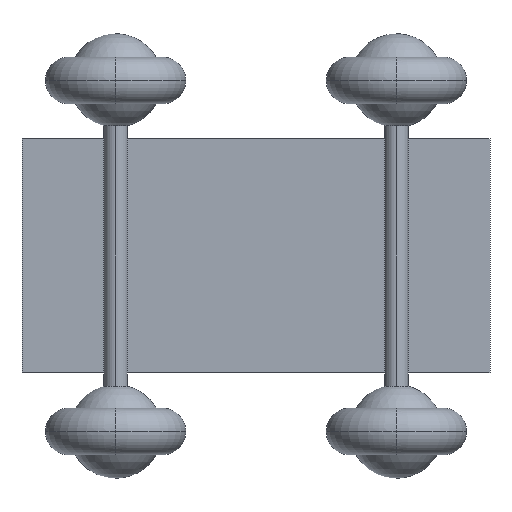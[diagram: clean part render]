
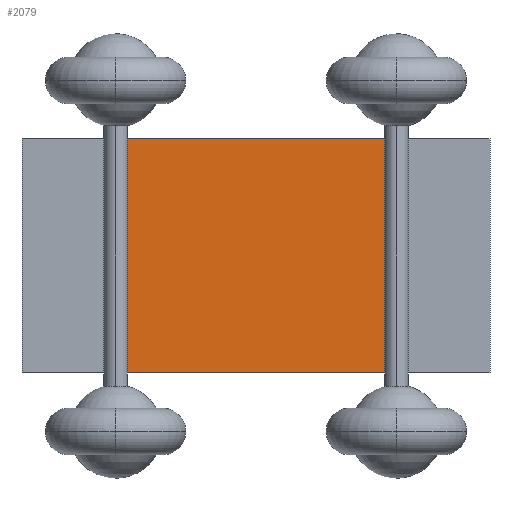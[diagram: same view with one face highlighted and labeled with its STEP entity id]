
A CAD part, front view. The second image highlights one B-rep face of the part: STEP entity #2079.
In plain terms, the highlighted planar face has unit normal (0, -1, 0).
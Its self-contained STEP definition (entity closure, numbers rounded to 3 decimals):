
#1559=CARTESIAN_POINT('POINT79',(698.5,-63.5,
   635.));
#1560=VERTEX_POINT('VERTEX79',#1559);
#1566=CARTESIAN_POINT('POINT80',(698.5,-63.5,
   -635.));
#1567=VERTEX_POINT('VERTEX80',#1566);
#1568=CARTESIAN_POINT('POS67',(698.5,-63.5,
   -692.252));
#1569=DIRECTION('DIR125',(0.,0.,
   -1.));
#1570=VECTOR('VEC9',#1569,1.);
#1571=LINE('STRAIGHT9',#1568,#1570);
#1572=EDGE_CURVE('EDGE121',#1567,#1560,#1571,.F.);
#1592=CARTESIAN_POINT('POINT82',(-698.5,-63.5,-635.));
#1593=VERTEX_POINT('VERTEX82',#1592);
#1599=CARTESIAN_POINT('POINT83',(-698.5,-63.5,635.));
#1600=VERTEX_POINT('VERTEX83',#1599);
#1601=CARTESIAN_POINT('POS69',(-698.5,-63.5,
   649.313));
#1602=DIRECTION('DIR127',(0.,0.,1.));
#1603=VECTOR('VEC11',#1602,1.);
#1604=LINE('STRAIGHT11',#1601,#1603);
#1605=EDGE_CURVE('EDGE125',#1593,#1600,#1604,.T.);
#2058=ORIENTED_EDGE('COEDGE305',*,*,#1572,.T.);
#2059=CARTESIAN_POINT('POS103',(-381.,-63.5,635.));
#2060=DIRECTION('DIR178',(-1.,0.,0.));
#2061=VECTOR('VEC28',#2060,1.);
#2062=LINE('STRAIGHT28',#2059,#2061);
#2063=EDGE_CURVE('EDGE170',#1560,#1600,#2062,.T.);
#2064=ORIENTED_EDGE('COEDGE306',*,*,#2063,.T.);
#2065=ORIENTED_EDGE('COEDGE307',*,*,#1605,.F.);
#2066=CARTESIAN_POINT('POS104',(-381.,-63.5,-635.));
#2067=DIRECTION('DIR179',(1.,0.,0.));
#2068=VECTOR('VEC29',#2067,1.);
#2069=LINE('STRAIGHT29',#2066,#2068);
#2070=EDGE_CURVE('EDGE171',#1593,#1567,#2069,.T.);
#2071=ORIENTED_EDGE('COEDGE308',*,*,#2070,.T.);
#2072=EDGE_LOOP('NONE',(#2058,#2064,#2065,#2071));
#2073=FACE_BOUND('LOOP1',#2072,.T.);
#2074=CARTESIAN_POINT('POS105',(0.,-63.5,0.));
#2075=DIRECTION('DIR180',(0.,-1.,0.));
#2076=DIRECTION('DIR181',(1.,0.,0.));
#2077=AXIS2_PLACEMENT_3D('AXIS76',#2074,#2075,#2076);
#2078=PLANE('PLANE8',#2077);
#2079=ADVANCED_FACE('FACE68',(#2073),#2078,.T.);
